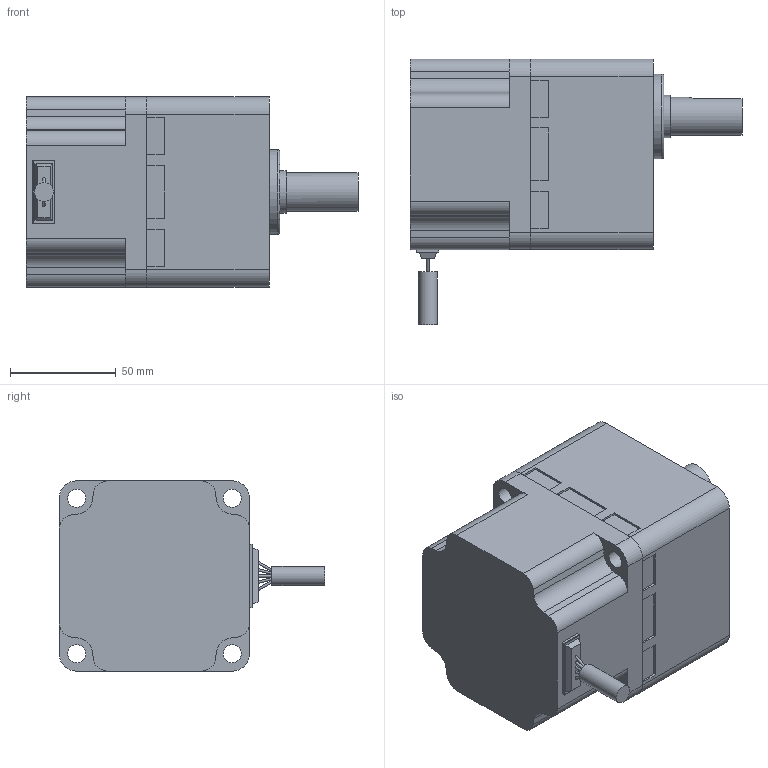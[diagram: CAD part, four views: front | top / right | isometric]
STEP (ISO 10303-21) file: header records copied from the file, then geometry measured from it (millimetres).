
FILE_DESCRIPTION( ( 'STEP AP203' ), ' ' );
FILE_NAME( 'BLH5100K-30-0.stp', '2015-10-18T13:29:21', ( '' ), ( '' ), ' ', 'PARTsolutions', ' ' );
FILE_SCHEMA( ( 'CONFIG_CONTROL_DESIGN' ) );
Length unit declared in the file: millimetre
Products named in the file (3): BLH5100K-30-0; _BLH5100K(30,0)-Gearhead; _BLH5100K-Motor
Assembly tree (2 placements, depth 2):
  BLH5100K-30-0
    _BLH5100K(30,0)-Gearhead
    _BLH5100K-Motor
Bounding box: 157 x 125.5 x 90 mm (x, y, z)
Volume: 877580.9 mm3; surface area: 81681.1 mm2
Topology: 2 solids, 2 shells, 138 faces, 372 edges, 246 vertices
Faces by surface type: plane 91, cylinder 44, cone 2, torus 1
Full cylindrical faces by diameter (mm): 1.2 x5, 4.917 x1, 8.5 x8, 9 x1, 18 x1, 20 x1, 40 x1, 83 x1
Entity records: 4365 total; most frequent: CARTESIAN_POINT 763, DIRECTION 713, ORIENTED_EDGE 694, EDGE_CURVE 347, LINE 261, VECTOR 261, VERTEX_POINT 244, AXIS2_PLACEMENT_3D 226
